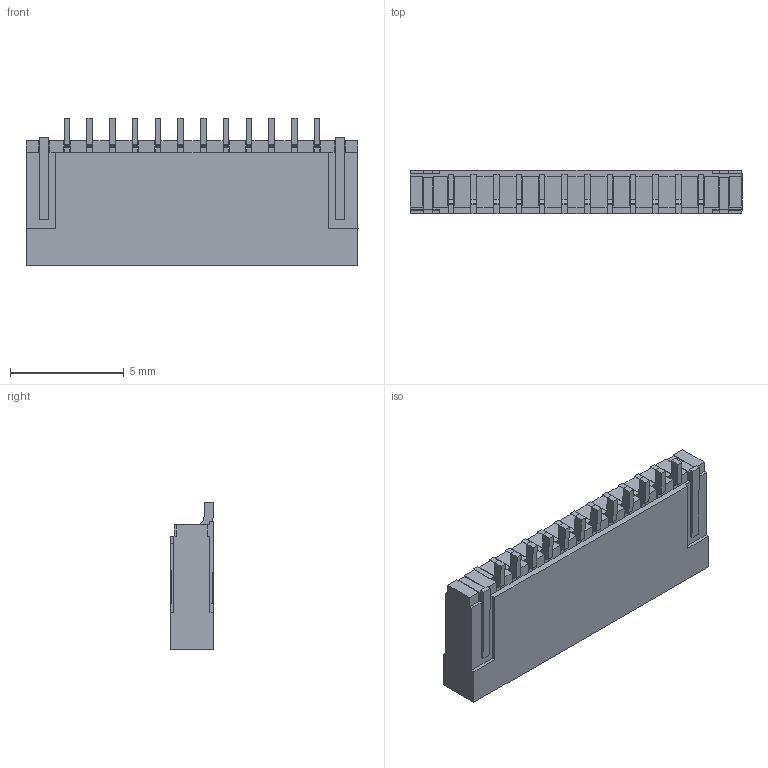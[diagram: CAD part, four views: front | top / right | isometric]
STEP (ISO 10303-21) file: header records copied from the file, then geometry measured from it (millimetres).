
FILE_DESCRIPTION((''),'2;1');
FILE_NAME('HFW_R-2ST_LF','2008-03-27T',('gohd'),('FCI - CDC Division'),'PRO/ENGINEER BY PARAMETRIC TECHNOLOGY CORPORATION, 2006020','PRO/ENGINEER BY PARAMETRIC TECHNOLOGY CORPORATION, 2006020','');
FILE_SCHEMA(('CONFIG_CONTROL_DESIGN'));
Length unit declared in the file: millimetre
Products named in the file (1): HFW_R-2ST_LF
Bounding box: 14.6 x 1.92 x 6.5 mm (x, y, z)
Volume: 126.9 mm3; surface area: 396.9 mm2
Topology: 1 solids, 1 shells, 306 faces, 792 edges, 528 vertices
Faces by surface type: plane 306
Entity records: 9174 total; most frequent: CARTESIAN_POINT 1626, ORIENTED_EDGE 1584, DIRECTION 1404, VECTOR 792, LINE 792, EDGE_CURVE 792, VERTEX_POINT 528, EDGE_LOOP 346
